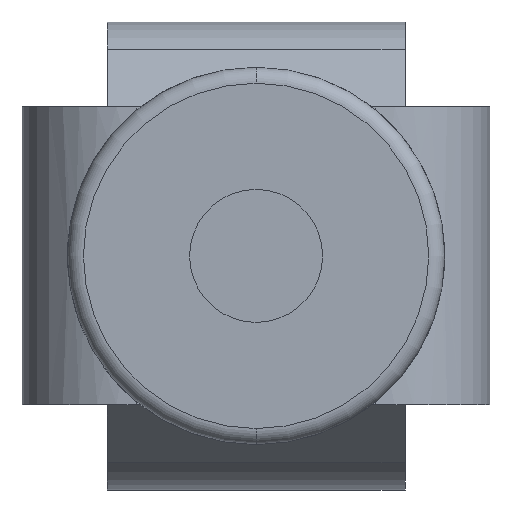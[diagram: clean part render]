
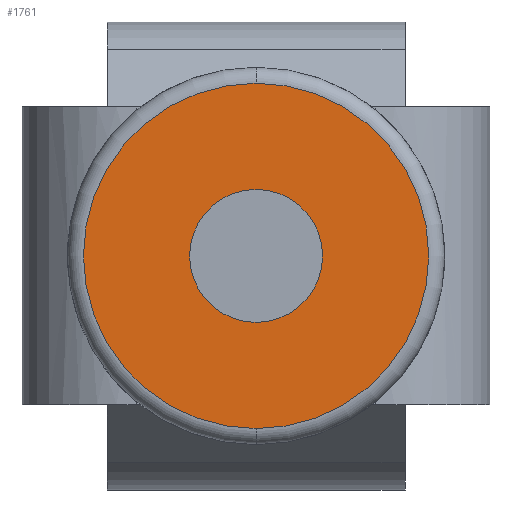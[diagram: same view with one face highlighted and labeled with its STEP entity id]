
A CAD part, front view. The second image highlights one B-rep face of the part: STEP entity #1761.
In plain terms, the highlighted planar face has unit normal (0, -1, 0).
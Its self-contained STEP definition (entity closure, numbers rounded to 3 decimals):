
#154 = FACE_OUTER_BOUND ( 'NONE', #713, .T. ) ;
#161 = CIRCLE ( 'NONE', #943, 3.176 ) ;
#188 = DIRECTION ( 'NONE',  ( 0., 1., 0. ) ) ;
#201 = DIRECTION ( 'NONE',  ( 0., 0., 1. ) ) ;
#217 = VERTEX_POINT ( 'NONE', #2884 ) ;
#481 = CIRCLE ( 'NONE', #3051, 8.242 ) ;
#546 = CARTESIAN_POINT ( 'NONE',  ( -22.433, -15.15, -8.242 ) ) ;
#586 = CARTESIAN_POINT ( 'NONE',  ( -22.433, -15.15, 0. ) ) ;
#629 = CARTESIAN_POINT ( 'NONE',  ( -22.433, -15.15, 0. ) ) ;
#713 = EDGE_LOOP ( 'NONE', ( #2935, #3138 ) ) ;
#720 = CARTESIAN_POINT ( 'NONE',  ( -22.433, -15.15, -3.176 ) ) ;
#734 = CARTESIAN_POINT ( 'NONE',  ( -22.433, -15.15, 3.176 ) ) ;
#852 = EDGE_CURVE ( 'NONE', #3508, #1060, #161, .T. ) ;
#870 = DIRECTION ( 'NONE',  ( 0., 0., 1. ) ) ;
#917 = DIRECTION ( 'NONE',  ( 0., -1., 0. ) ) ;
#925 = DIRECTION ( 'NONE',  ( 0., -1., 0. ) ) ;
#943 = AXIS2_PLACEMENT_3D ( 'NONE', #629, #925, #1157 ) ;
#1015 = PLANE ( 'NONE',  #1057 ) ;
#1030 = DIRECTION ( 'NONE',  ( 0., -1., 0. ) ) ;
#1052 = DIRECTION ( 'NONE',  ( 0., 0., 1. ) ) ;
#1057 = AXIS2_PLACEMENT_3D ( 'NONE', #3363, #188, #201 ) ;
#1060 = VERTEX_POINT ( 'NONE', #734 ) ;
#1157 = DIRECTION ( 'NONE',  ( 0., 0., 1. ) ) ;
#1249 = AXIS2_PLACEMENT_3D ( 'NONE', #1313, #1030, #1052 ) ;
#1313 = CARTESIAN_POINT ( 'NONE',  ( -22.433, -15.15, 0. ) ) ;
#1521 = VERTEX_POINT ( 'NONE', #546 ) ;
#1532 = CIRCLE ( 'NONE', #1249, 3.176 ) ;
#1761 = ADVANCED_FACE ( 'NONE', ( #154, #3104 ), #1015, .F. ) ;
#1786 = EDGE_CURVE ( 'NONE', #1060, #3508, #1532, .T. ) ;
#2031 = EDGE_LOOP ( 'NONE', ( #3506, #3288 ) ) ;
#2048 = AXIS2_PLACEMENT_3D ( 'NONE', #586, #2565, #870 ) ;
#2182 = EDGE_CURVE ( 'NONE', #1521, #217, #2601, .T. ) ;
#2315 = EDGE_CURVE ( 'NONE', #217, #1521, #481, .T. ) ;
#2565 = DIRECTION ( 'NONE',  ( 0., -1., 0. ) ) ;
#2601 = CIRCLE ( 'NONE', #2048, 8.242 ) ;
#2619 = CARTESIAN_POINT ( 'NONE',  ( -22.433, -15.15, 0. ) ) ;
#2884 = CARTESIAN_POINT ( 'NONE',  ( -22.433, -15.15, 8.242 ) ) ;
#2928 = DIRECTION ( 'NONE',  ( 0., 0., 1. ) ) ;
#2935 = ORIENTED_EDGE ( 'NONE', *, *, #2315, .T. ) ;
#3051 = AXIS2_PLACEMENT_3D ( 'NONE', #2619, #917, #2928 ) ;
#3104 = FACE_BOUND ( 'NONE', #2031, .T. ) ;
#3138 = ORIENTED_EDGE ( 'NONE', *, *, #2182, .T. ) ;
#3288 = ORIENTED_EDGE ( 'NONE', *, *, #1786, .F. ) ;
#3363 = CARTESIAN_POINT ( 'NONE',  ( -22.433, -15.15, 0. ) ) ;
#3506 = ORIENTED_EDGE ( 'NONE', *, *, #852, .F. ) ;
#3508 = VERTEX_POINT ( 'NONE', #720 ) ;
